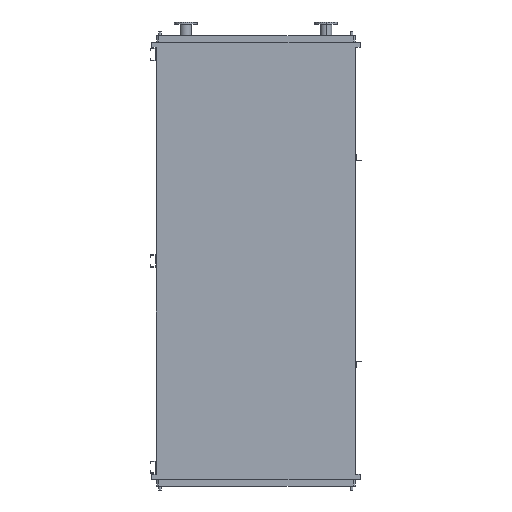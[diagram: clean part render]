
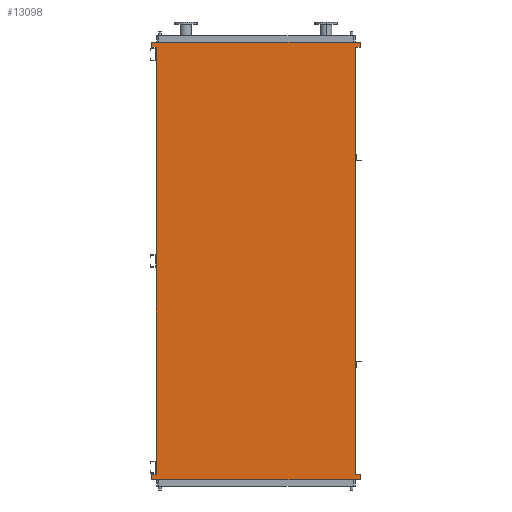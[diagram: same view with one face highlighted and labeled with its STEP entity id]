
A CAD part, front view. The second image highlights one B-rep face of the part: STEP entity #13098.
In plain terms, the highlighted planar face has unit normal (0, -1, 0).
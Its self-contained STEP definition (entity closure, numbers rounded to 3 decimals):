
#413 = VECTOR ( 'NONE', #6807, 1000. ) ;
#866 = VECTOR ( 'NONE', #3636, 1000. ) ;
#876 = ORIENTED_EDGE ( 'NONE', *, *, #6777, .F. ) ;
#1172 = VECTOR ( 'NONE', #11552, 1000. ) ;
#1284 = CARTESIAN_POINT ( 'NONE',  ( -965., 0., -4050. ) ) ;
#1398 = AXIS2_PLACEMENT_3D ( 'NONE', #1284, #10670, #13064 ) ;
#1465 = LINE ( 'NONE', #14387, #14443 ) ;
#1643 = VECTOR ( 'NONE', #14938, 1000. ) ;
#1841 = ORIENTED_EDGE ( 'NONE', *, *, #13616, .F. ) ;
#2116 = CARTESIAN_POINT ( 'NONE',  ( -1011., 0., 95. ) ) ;
#2155 = LINE ( 'NONE', #5610, #1172 ) ;
#2320 = VERTEX_POINT ( 'NONE', #4328 ) ;
#2479 = EDGE_CURVE ( 'NONE', #8863, #7626, #15031, .T. ) ;
#2791 = ORIENTED_EDGE ( 'NONE', *, *, #10157, .F. ) ;
#2814 = LINE ( 'NONE', #9124, #9031 ) ;
#2922 = CARTESIAN_POINT ( 'NONE',  ( 1011., 0., 43. ) ) ;
#3312 = CARTESIAN_POINT ( 'NONE',  ( 1011., 0., 95. ) ) ;
#3636 = DIRECTION ( 'NONE',  ( 1., 0., 0. ) ) ;
#3993 = DIRECTION ( 'NONE',  ( 0., 0., -1. ) ) ;
#3994 = CARTESIAN_POINT ( 'NONE',  ( -1011., 0., -4145. ) ) ;
#4064 = LINE ( 'NONE', #2922, #7817 ) ;
#4328 = CARTESIAN_POINT ( 'NONE',  ( -1011., 0., 43. ) ) ;
#4384 = DIRECTION ( 'NONE',  ( -1., 0., 0. ) ) ;
#4390 = CARTESIAN_POINT ( 'NONE',  ( 965., 0., 43. ) ) ;
#4566 = ORIENTED_EDGE ( 'NONE', *, *, #5902, .F. ) ;
#4584 = ORIENTED_EDGE ( 'NONE', *, *, #8791, .F. ) ;
#4611 = CARTESIAN_POINT ( 'NONE',  ( 1011., 0., -4145. ) ) ;
#4618 = CARTESIAN_POINT ( 'NONE',  ( -1011., 0., 43. ) ) ;
#4686 = DIRECTION ( 'NONE',  ( -1., 0., 0. ) ) ;
#4780 = VERTEX_POINT ( 'NONE', #5362 ) ;
#5362 = CARTESIAN_POINT ( 'NONE',  ( -965., 0., 43. ) ) ;
#5610 = CARTESIAN_POINT ( 'NONE',  ( -1011., 0., -4093. ) ) ;
#5693 = LINE ( 'NONE', #4618, #12963 ) ;
#5816 = EDGE_LOOP ( 'NONE', ( #14778, #2791, #4584, #10398, #1841, #876, #6671, #14633, #13059, #6397, #4566, #12259 ) ) ;
#5902 = EDGE_CURVE ( 'NONE', #12131, #13799, #1465, .T. ) ;
#5938 = LINE ( 'NONE', #11868, #866 ) ;
#6397 = ORIENTED_EDGE ( 'NONE', *, *, #13402, .F. ) ;
#6671 = ORIENTED_EDGE ( 'NONE', *, *, #13978, .F. ) ;
#6763 = CARTESIAN_POINT ( 'NONE',  ( -1011., 0., -4145. ) ) ;
#6777 = EDGE_CURVE ( 'NONE', #4780, #2320, #5693, .T. ) ;
#6807 = DIRECTION ( 'NONE',  ( 0., 0., 1. ) ) ;
#7023 = VERTEX_POINT ( 'NONE', #14389 ) ;
#7626 = VERTEX_POINT ( 'NONE', #14021 ) ;
#7817 = VECTOR ( 'NONE', #3993, 1000. ) ;
#7821 = CARTESIAN_POINT ( 'NONE',  ( 1011., 0., -4093. ) ) ;
#7862 = CARTESIAN_POINT ( 'NONE',  ( -965., 0., -4050. ) ) ;
#8361 = FACE_OUTER_BOUND ( 'NONE', #5816, .T. ) ;
#8791 = EDGE_CURVE ( 'NONE', #7626, #8937, #4064, .T. ) ;
#8863 = VERTEX_POINT ( 'NONE', #9760 ) ;
#8890 = DIRECTION ( 'NONE',  ( 0., 0., 1. ) ) ;
#8937 = VERTEX_POINT ( 'NONE', #12300 ) ;
#8965 = CARTESIAN_POINT ( 'NONE',  ( 965., 0., 43. ) ) ;
#9031 = VECTOR ( 'NONE', #8890, 1000. ) ;
#9124 = CARTESIAN_POINT ( 'NONE',  ( 965., 0., -4050. ) ) ;
#9151 = LINE ( 'NONE', #4390, #9715 ) ;
#9230 = DIRECTION ( 'NONE',  ( -1., 0., 0. ) ) ;
#9235 = DIRECTION ( 'NONE',  ( 1., 0., 0. ) ) ;
#9250 = VECTOR ( 'NONE', #4686, 1000. ) ;
#9715 = VECTOR ( 'NONE', #9230, 1000. ) ;
#9728 = EDGE_CURVE ( 'NONE', #14662, #12131, #5938, .T. ) ;
#9760 = CARTESIAN_POINT ( 'NONE',  ( -1011., 0., 95. ) ) ;
#9926 = VERTEX_POINT ( 'NONE', #3994 ) ;
#10157 = EDGE_CURVE ( 'NONE', #8937, #14354, #9151, .T. ) ;
#10398 = ORIENTED_EDGE ( 'NONE', *, *, #2479, .F. ) ;
#10514 = VECTOR ( 'NONE', #13637, 1000. ) ;
#10670 = DIRECTION ( 'NONE',  ( 0., -1., 0. ) ) ;
#11552 = DIRECTION ( 'NONE',  ( 1., 0., 0. ) ) ;
#11763 = VERTEX_POINT ( 'NONE', #12675 ) ;
#11868 = CARTESIAN_POINT ( 'NONE',  ( 965., 0., -4093. ) ) ;
#12006 = DIRECTION ( 'NONE',  ( 0., 0., -1. ) ) ;
#12131 = VERTEX_POINT ( 'NONE', #7821 ) ;
#12259 = ORIENTED_EDGE ( 'NONE', *, *, #9728, .F. ) ;
#12300 = CARTESIAN_POINT ( 'NONE',  ( 1011., 0., 43. ) ) ;
#12661 = LINE ( 'NONE', #2116, #413 ) ;
#12675 = CARTESIAN_POINT ( 'NONE',  ( -965., 0., -4093. ) ) ;
#12860 = EDGE_CURVE ( 'NONE', #14662, #14354, #2814, .T. ) ;
#12873 = VECTOR ( 'NONE', #9235, 1000. ) ;
#12963 = VECTOR ( 'NONE', #4384, 1000. ) ;
#13059 = ORIENTED_EDGE ( 'NONE', *, *, #13367, .F. ) ;
#13064 = DIRECTION ( 'NONE',  ( 0., 0., -1. ) ) ;
#13098 = ADVANCED_FACE ( 'NONE', ( #8361 ), #15068, .T. ) ;
#13274 = CARTESIAN_POINT ( 'NONE',  ( 1011., 0., -4145. ) ) ;
#13367 = EDGE_CURVE ( 'NONE', #9926, #7023, #13850, .T. ) ;
#13402 = EDGE_CURVE ( 'NONE', #13799, #9926, #13932, .T. ) ;
#13616 = EDGE_CURVE ( 'NONE', #2320, #8863, #12661, .T. ) ;
#13637 = DIRECTION ( 'NONE',  ( 0., 0., 1. ) ) ;
#13799 = VERTEX_POINT ( 'NONE', #13274 ) ;
#13850 = LINE ( 'NONE', #6763, #1643 ) ;
#13932 = LINE ( 'NONE', #4611, #9250 ) ;
#13978 = EDGE_CURVE ( 'NONE', #11763, #4780, #14796, .T. ) ;
#14021 = CARTESIAN_POINT ( 'NONE',  ( 1011., 0., 95. ) ) ;
#14074 = EDGE_CURVE ( 'NONE', #7023, #11763, #2155, .T. ) ;
#14354 = VERTEX_POINT ( 'NONE', #8965 ) ;
#14387 = CARTESIAN_POINT ( 'NONE',  ( 1011., 0., -4093. ) ) ;
#14389 = CARTESIAN_POINT ( 'NONE',  ( -1011., 0., -4093. ) ) ;
#14443 = VECTOR ( 'NONE', #12006, 1000. ) ;
#14633 = ORIENTED_EDGE ( 'NONE', *, *, #14074, .F. ) ;
#14658 = CARTESIAN_POINT ( 'NONE',  ( 965., 0., -4093. ) ) ;
#14662 = VERTEX_POINT ( 'NONE', #14658 ) ;
#14778 = ORIENTED_EDGE ( 'NONE', *, *, #12860, .T. ) ;
#14796 = LINE ( 'NONE', #7862, #10514 ) ;
#14938 = DIRECTION ( 'NONE',  ( 0., 0., 1. ) ) ;
#15031 = LINE ( 'NONE', #3312, #12873 ) ;
#15068 = PLANE ( 'NONE',  #1398 ) ;
